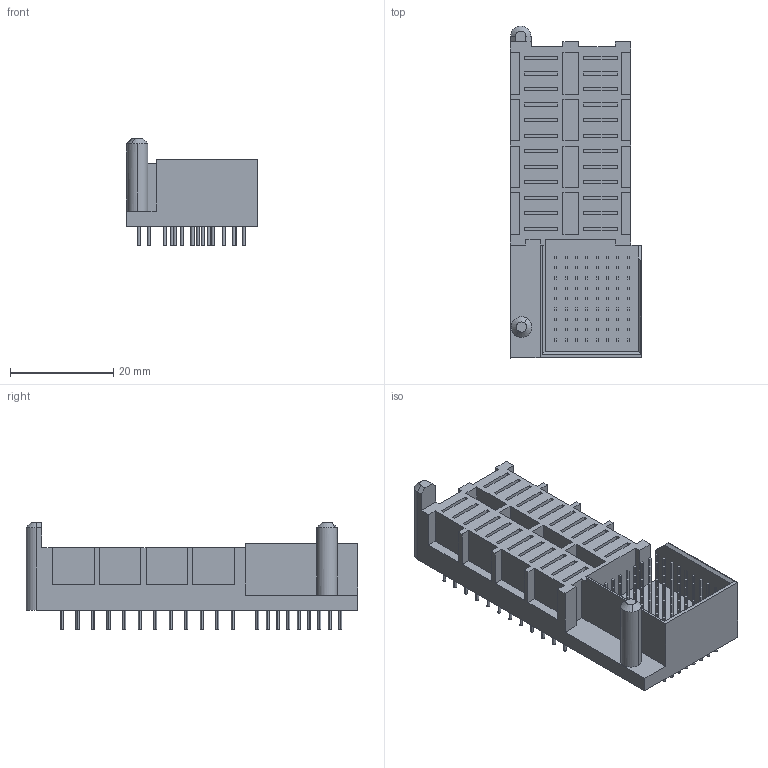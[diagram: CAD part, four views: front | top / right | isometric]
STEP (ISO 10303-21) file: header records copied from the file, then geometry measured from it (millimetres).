
FILE_DESCRIPTION((''),'2;1');
FILE_NAME('HARTING_16 33 096 1201 000.stp','2013-11-21T13:27:35',(''),(''),'Mechanical Desktop 2011','Mechanical Desktop 2011',', , ');
FILE_SCHEMA(('AUTOMOTIVE_DESIGN { 1 2 10303 214 1 1 1 1 }'));
Length unit declared in the file: millimetre
Products named in the file (1): Product
Bounding box: 25.34 x 64.14 x 20.7 mm (x, y, z)
Volume: 11950.9 mm3; surface area: 9662.8 mm2
Topology: 241 solids, 241 shells, 1320 faces, 2423 edges, 1614 vertices
Faces by surface type: plane 978, cylinder 339, cone 3
Entity records: 32278 total; most frequent: DIRECTION 5749, CARTESIAN_POINT 5358, ORIENTED_EDGE 4846, EDGE_CURVE 2423, AXIS2_PLACEMENT_3D 2005, VECTOR 1739, LINE 1739, VERTEX_POINT 1614
